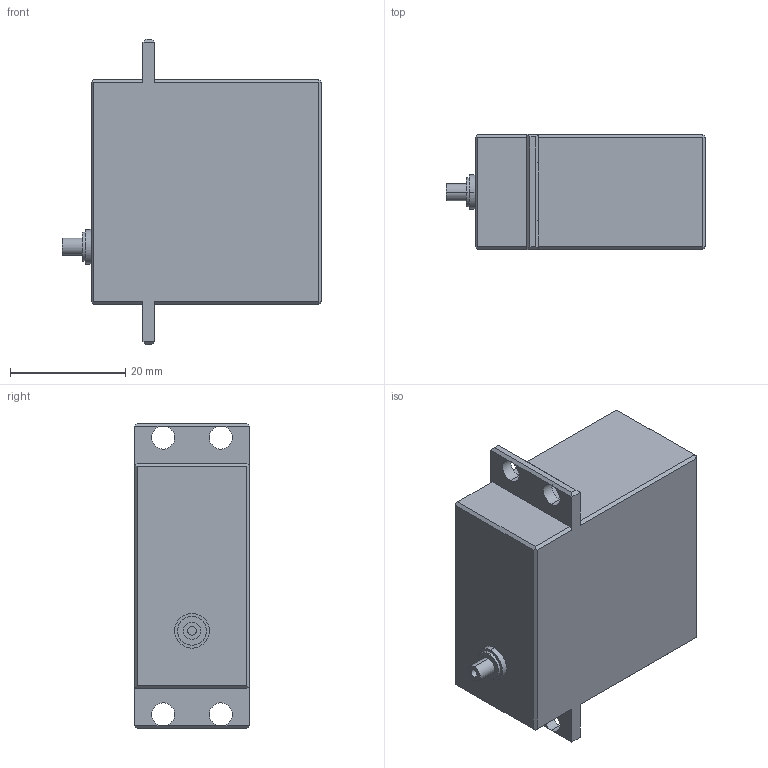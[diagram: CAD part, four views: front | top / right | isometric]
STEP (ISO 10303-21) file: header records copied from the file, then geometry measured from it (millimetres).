
FILE_DESCRIPTION (( 'STEP AP203' ), '1' );
FILE_NAME ('聆彸.STEP', '2025-09-04T03:54:32', ( '' ), ( '' ), 'SwSTEP 2.0', 'SolidWorks 2024', '' );
FILE_SCHEMA (( 'CONFIG_CONTROL_DESIGN' ));
Length unit declared in the file: millimetre
Products named in the file (1): 测试
Bounding box: 45 x 20 x 53 mm (x, y, z)
Volume: 31647.2 mm3; surface area: 6865.5 mm2
Topology: 1 solids, 1 shells, 61 faces, 152 edges, 89 vertices
Faces by surface type: plane 45, cylinder 16
Entity records: 1855 total; most frequent: DIRECTION 308, ORIENTED_EDGE 304, CARTESIAN_POINT 303, EDGE_CURVE 152, VECTOR 120, LINE 120, AXIS2_PLACEMENT_3D 94, VERTEX_POINT 89
